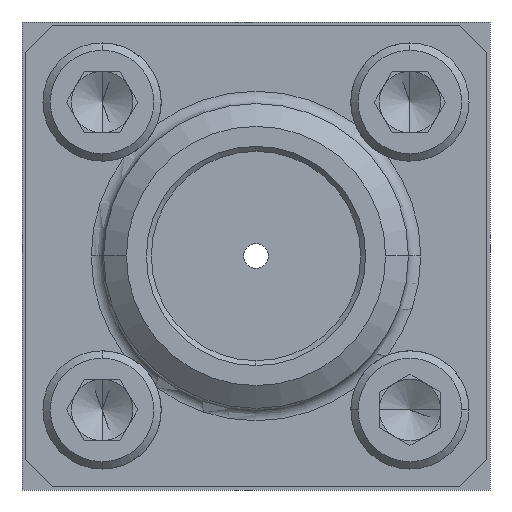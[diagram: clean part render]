
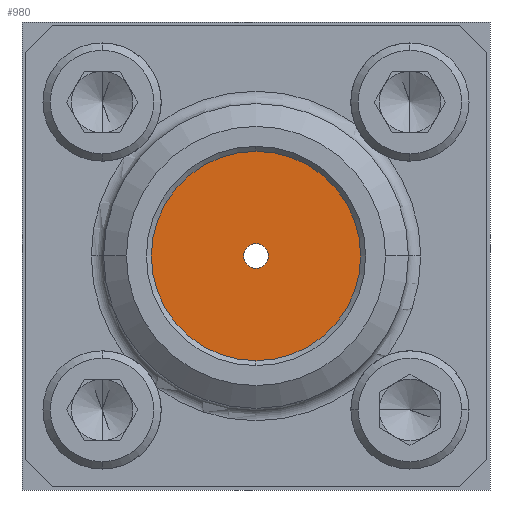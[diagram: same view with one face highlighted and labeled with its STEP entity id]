
A CAD part, left-side view. The second image highlights one B-rep face of the part: STEP entity #980.
In plain terms, the highlighted planar face has unit normal (-1, 0, 0).
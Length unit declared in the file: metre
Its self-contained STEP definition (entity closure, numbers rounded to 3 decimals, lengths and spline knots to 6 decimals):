
#980=ADVANCED_FACE('5:114',(#2031,#2032),#2033,.F.);
#2031=FACE_OUTER_BOUND('',#3112,.T.);
#2032=FACE_BOUND('',#3113,.T.);
#2033=PLANE('',#3114);
#3112=EDGE_LOOP('',(#5910,#5911));
#3113=EDGE_LOOP('',(#5912,#5913));
#3114=AXIS2_PLACEMENT_3D('',#5914,#5915,#5916);
#5910=ORIENTED_EDGE('',*,*,#6290,.F.);
#5911=ORIENTED_EDGE('',*,*,#7166,.F.);
#5912=ORIENTED_EDGE('',*,*,#7154,.T.);
#5913=ORIENTED_EDGE('',*,*,#6309,.T.);
#5914=CARTESIAN_POINT('',(-0.008541,-0.000127,0.));
#5915=DIRECTION('',(1.0,0.,0.));
#5916=DIRECTION('',(0.0,1.0,0.));
#6290=EDGE_CURVE('5:150',#7499,#7495,#7501,.T.);
#6309=EDGE_CURVE('',#7525,#7529,#7531,.T.);
#7154=EDGE_CURVE('5:120',#7529,#7525,#8745,.T.);
#7166=EDGE_CURVE('',#7495,#7499,#8757,.T.);
#7495=VERTEX_POINT('',#9178);
#7499=VERTEX_POINT('',#9183);
#7501=CIRCLE('',#9186,0.002159);
#7525=VERTEX_POINT('',#9214);
#7529=VERTEX_POINT('',#9219);
#7531=CIRCLE('',#9222,0.000254);
#8745=CIRCLE('',#10900,0.000254);
#8757=CIRCLE('',#10912,0.002159);
#9178=CARTESIAN_POINT('',(-0.008541,-0.002286,0.002159));
#9183=CARTESIAN_POINT('',(-0.008541,-0.002286,-0.002159));
#9186=AXIS2_PLACEMENT_3D('',#11325,#11326,#11327);
#9214=CARTESIAN_POINT('',(-0.008541,-0.002286,-0.000254));
#9219=CARTESIAN_POINT('',(-0.008541,-0.002286,0.000254));
#9222=AXIS2_PLACEMENT_3D('',#11358,#11359,#11360);
#10900=AXIS2_PLACEMENT_3D('',#12441,#12442,#12443);
#10912=AXIS2_PLACEMENT_3D('',#12465,#12466,#12467);
#11325=CARTESIAN_POINT('',(-0.008541,-0.002286,0.));
#11326=DIRECTION('',(1.0,0.,-0.0));
#11327=DIRECTION('',(0.0,0.0,1.0));
#11358=CARTESIAN_POINT('',(-0.008541,-0.002286,0.));
#11359=DIRECTION('',(1.0,0.,-0.0));
#11360=DIRECTION('',(0.0,0.0,1.0));
#12441=CARTESIAN_POINT('',(-0.008541,-0.002286,0.));
#12442=DIRECTION('',(1.0,0.,-0.0));
#12443=DIRECTION('',(0.0,0.0,1.0));
#12465=CARTESIAN_POINT('',(-0.008541,-0.002286,0.));
#12466=DIRECTION('',(1.0,0.,-0.0));
#12467=DIRECTION('',(0.0,0.0,1.0));
